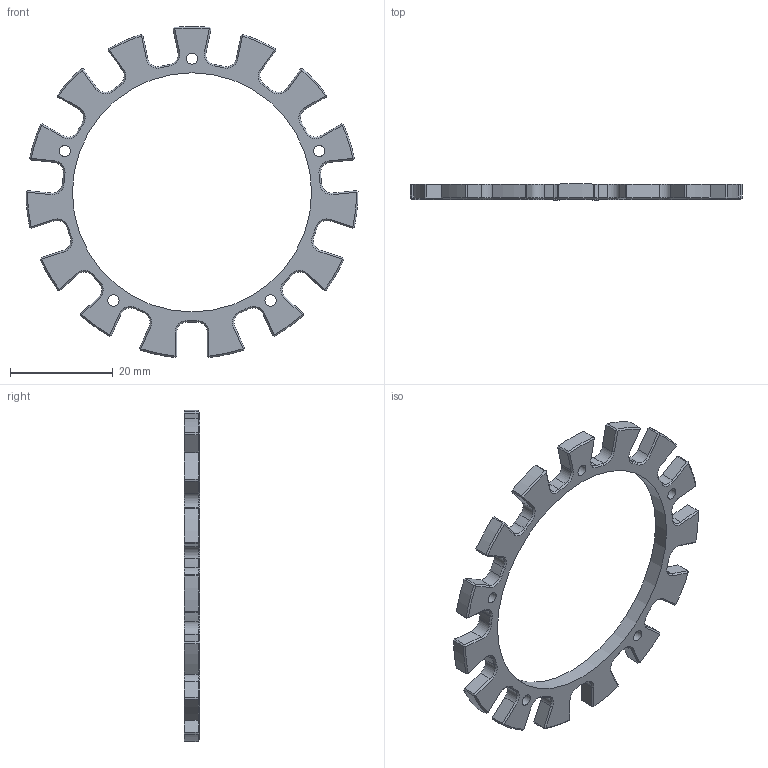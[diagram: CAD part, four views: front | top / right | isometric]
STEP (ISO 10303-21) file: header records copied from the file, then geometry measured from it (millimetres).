
FILE_DESCRIPTION(/* description */ (''),/* implementation_level */ '2;1');
FILE_NAME(/* name */ 'rear_cover.step',/* time_stamp */ '2023-09-20T11:30:52+10:00',/* author */ (''),/* organization */ (''),/* preprocessor_version */ 'ST-DEVELOPER v20',/* originating_system */ 'Autodesk Translation Framework v12.14.0.127',/* authorisation */ '');
FILE_SCHEMA (('AUTOMOTIVE_DESIGN { 1 0 10303 214 3 1 1 }'));
Length unit declared in the file: millimetre
Products named in the file (1): Rear Cover
Bounding box: 64.56 x 3 x 64.37 mm (x, y, z)
Volume: 2835.8 mm3; surface area: 3512.2 mm2
Topology: 1 solids, 1 shells, 248 faces, 588 edges, 342 vertices
Faces by surface type: plane 122, cylinder 66, cone 60
Full cylindrical faces by diameter (mm): 2.2 x5, 46.5 x1
Entity records: 7000 total; most frequent: DIRECTION 1248, CARTESIAN_POINT 1239, ORIENTED_EDGE 1176, EDGE_CURVE 588, AXIS2_PLACEMENT_3D 441, LINE 366, VECTOR 366, VERTEX_POINT 342
